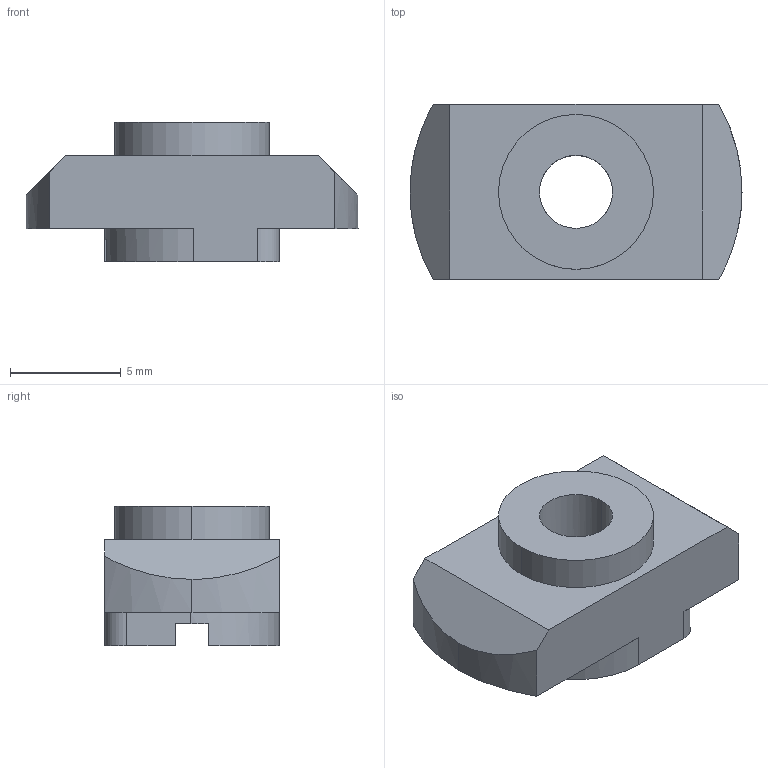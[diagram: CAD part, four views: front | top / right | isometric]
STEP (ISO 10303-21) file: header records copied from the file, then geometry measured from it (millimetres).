
FILE_DESCRIPTION (( 'STEP AP214' ), '1' );
FILE_NAME ('096f0804.STEP', '2014-08-19T05:51:43', ( '' ), ( '' ), 'SwSTEP 2.0', 'SolidWorks 2014', '' );
FILE_SCHEMA (( 'AUTOMOTIVE_DESIGN' ));
Length unit declared in the file: millimetre
Products named in the file (1): 096f0804
Bounding box: 15 x 7.9 x 6.3 mm (x, y, z)
Volume: 435.3 mm3; surface area: 476.3 mm2
Topology: 1 solids, 1 shells, 29 faces, 81 edges, 54 vertices
Faces by surface type: plane 18, cylinder 11
Entity records: 1000 total; most frequent: CARTESIAN_POINT 174, DIRECTION 163, ORIENTED_EDGE 162, EDGE_CURVE 81, AXIS2_PLACEMENT_3D 55, VERTEX_POINT 54, VECTOR 53, LINE 53
